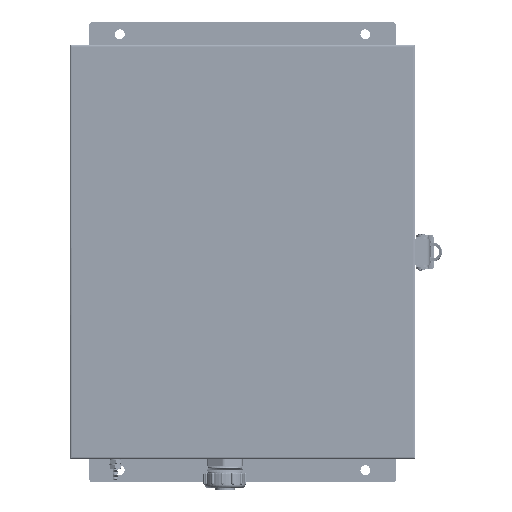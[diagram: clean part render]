
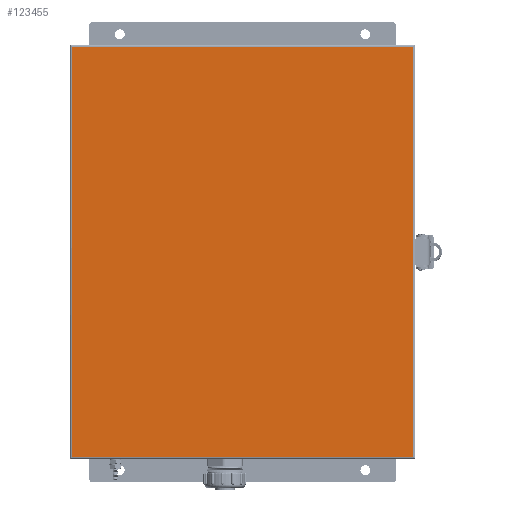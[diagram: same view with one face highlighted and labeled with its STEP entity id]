
A CAD part, top view. The second image highlights one B-rep face of the part: STEP entity #123455.
In plain terms, the highlighted planar face has unit normal (0, 0, 1).
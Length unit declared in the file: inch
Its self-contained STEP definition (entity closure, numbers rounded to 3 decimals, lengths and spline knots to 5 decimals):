
#27 = CARTESIAN_POINT ( 'NONE',  ( -5.56, 6.685, 0. ) ) ;
#9311 = DIRECTION ( 'NONE',  ( 0., 0., 1. ) ) ;
#9910 = DIRECTION ( 'NONE',  ( -1., 0., 0. ) ) ;
#29807 = LINE ( 'NONE', #109455, #128930 ) ;
#30186 = DIRECTION ( 'NONE',  ( 1., 0., 0. ) ) ;
#30867 = LINE ( 'NONE', #89904, #99066 ) ;
#38246 = EDGE_CURVE ( 'NONE', #65100, #78843, #29807, .T. ) ;
#53626 = LINE ( 'NONE', #106677, #105579 ) ;
#56436 = CARTESIAN_POINT ( 'NONE',  ( 5.56, 6.685, 0. ) ) ;
#59600 = CARTESIAN_POINT ( 'NONE',  ( -5.56, -6.685, 0. ) ) ;
#59743 = VECTOR ( 'NONE', #9910, 39.37008 ) ;
#65100 = VERTEX_POINT ( 'NONE', #27 ) ;
#71556 = CARTESIAN_POINT ( 'NONE',  ( 0., 0., 0. ) ) ;
#77546 = LINE ( 'NONE', #112434, #59743 ) ;
#78843 = VERTEX_POINT ( 'NONE', #56436 ) ;
#81113 = ORIENTED_EDGE ( 'NONE', *, *, #83390, .F. ) ;
#83390 = EDGE_CURVE ( 'NONE', #112169, #65100, #53626, .T. ) ;
#83632 = EDGE_CURVE ( 'NONE', #78843, #117203, #30867, .T. ) ;
#89904 = CARTESIAN_POINT ( 'NONE',  ( 5.56, -6.685, 0. ) ) ;
#90371 = DIRECTION ( 'NONE',  ( 0., -1., 0. ) ) ;
#90445 = FACE_OUTER_BOUND ( 'NONE', #112607, .T. ) ;
#99066 = VECTOR ( 'NONE', #90371, 39.37008 ) ;
#101096 = ORIENTED_EDGE ( 'NONE', *, *, #133881, .F. ) ;
#105579 = VECTOR ( 'NONE', #105804, 39.37008 ) ;
#105804 = DIRECTION ( 'NONE',  ( 0., 1., 0. ) ) ;
#105966 = ORIENTED_EDGE ( 'NONE', *, *, #38246, .F. ) ;
#106677 = CARTESIAN_POINT ( 'NONE',  ( -5.56, 6.685, 0. ) ) ;
#109455 = CARTESIAN_POINT ( 'NONE',  ( 5.625, 6.685, 0. ) ) ;
#112169 = VERTEX_POINT ( 'NONE', #59600 ) ;
#112434 = CARTESIAN_POINT ( 'NONE',  ( -5.625, -6.685, 0. ) ) ;
#112607 = EDGE_LOOP ( 'NONE', ( #101096, #132393, #105966, #81113 ) ) ;
#117203 = VERTEX_POINT ( 'NONE', #127549 ) ;
#122782 = AXIS2_PLACEMENT_3D ( 'NONE', #71556, #9311, #30186 ) ;
#123455 = ADVANCED_FACE ( 'NONE', ( #90445 ), #133749, .T. ) ;
#127549 = CARTESIAN_POINT ( 'NONE',  ( 5.56, -6.685, 0. ) ) ;
#128930 = VECTOR ( 'NONE', #129516, 39.37008 ) ;
#129516 = DIRECTION ( 'NONE',  ( 1., 0., 0. ) ) ;
#132393 = ORIENTED_EDGE ( 'NONE', *, *, #83632, .F. ) ;
#133749 = PLANE ( 'NONE',  #122782 ) ;
#133881 = EDGE_CURVE ( 'NONE', #117203, #112169, #77546, .T. ) ;
